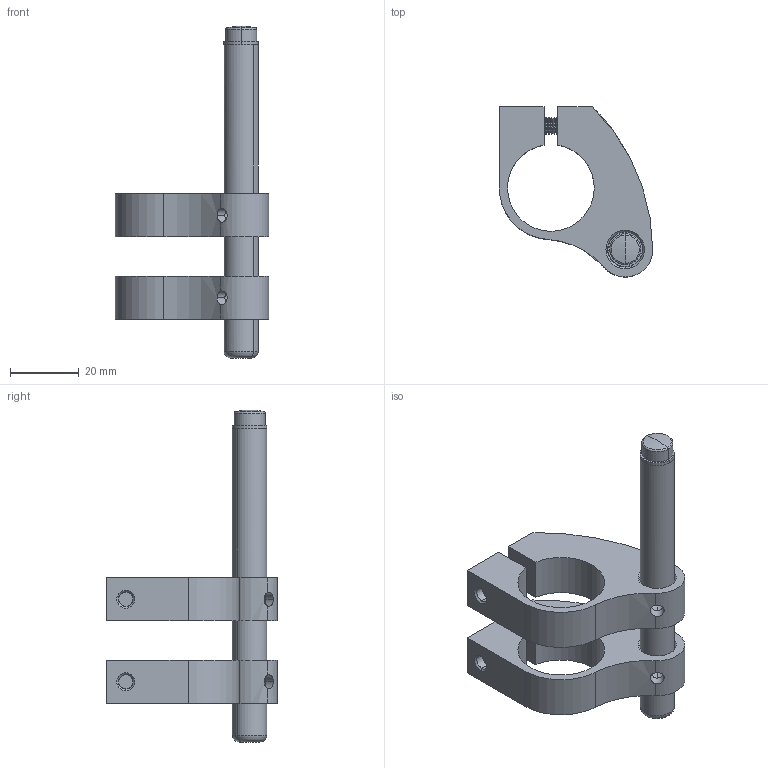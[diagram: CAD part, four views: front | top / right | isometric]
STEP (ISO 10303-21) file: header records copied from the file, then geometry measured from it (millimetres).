
FILE_DESCRIPTION (( 'STEP AP203' ), '1' );
FILE_NAME ('60813-240.STEP', '2018-07-24T07:44:03', ( '' ), ( '' ), 'SwSTEP 2.0', 'SolidWorks 2015', '' );
FILE_SCHEMA (( 'CONFIG_CONTROL_DESIGN' ));
Length unit declared in the file: millimetre
Products named in the file (6): socket set screw cone point_din_DIN 914 - M4 x 6-S; 60813-240; 60813-240 Teil3_60813-240 Teil3; 60813-240 Teil2_60813-240 Teil2; 60813-240 Teil1_60813-240 Teil1; socket head cap screw_din_DIN 912 M5 x 20 --- 20S
Assembly tree (8 placements, depth 2):
  60813-240
    60813-240 Teil1_60813-240 Teil1  x2
    60813-240 Teil2_60813-240 Teil2
    60813-240 Teil3_60813-240 Teil3
    socket head cap screw_din_DIN 912 M5 x 20 --- 20S  x2
    socket set screw cone point_din_DIN 914 - M4 x 6-S  x2
Bounding box: 44.6 x 49.5 x 96.5 mm (x, y, z)
Volume: 31433.6 mm3; surface area: 17351.7 mm2
Topology: 8 solids, 8 shells, 764 faces, 1995 edges, 1262 vertices
Faces by surface type: cone 266, cylinder 212, plane 160, bspline 112, torus 12, sphere 2
Entity records: 21835 total; most frequent: CARTESIAN_POINT 8790, ORIENTED_EDGE 2728, DIRECTION 2390, EDGE_CURVE 1364, AXIS2_PLACEMENT_3D 896, VERTEX_POINT 871, VECTOR 598, LINE 598
